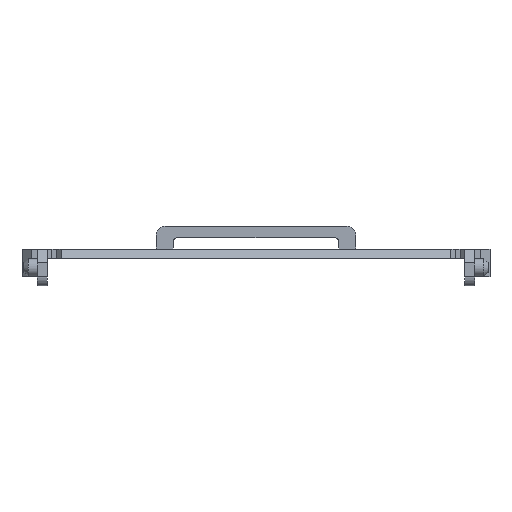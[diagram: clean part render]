
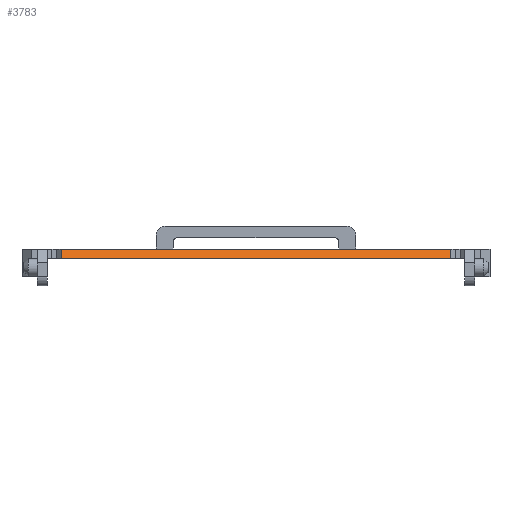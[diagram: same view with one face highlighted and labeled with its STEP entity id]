
A CAD part, front view. The second image highlights one B-rep face of the part: STEP entity #3783.
In plain terms, the highlighted planar face has unit normal (0, -0.707, 0.707).
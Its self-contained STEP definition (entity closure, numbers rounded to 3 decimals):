
#249=FACE_OUTER_BOUND('',#472,.T.);
#472=EDGE_LOOP('',(#2758,#2759,#2760,#2761));
#706=LINE('',#5055,#1158);
#854=LINE('',#6559,#1306);
#855=LINE('',#6561,#1307);
#856=LINE('',#6562,#1308);
#1158=VECTOR('',#4208,10.);
#1306=VECTOR('',#4400,10.);
#1307=VECTOR('',#4401,10.);
#1308=VECTOR('',#4402,10.);
#1605=VERTEX_POINT('',#5052);
#1606=VERTEX_POINT('',#5054);
#1774=VERTEX_POINT('',#6558);
#1775=VERTEX_POINT('',#6560);
#1978=EDGE_CURVE('',#1605,#1606,#706,.T.);
#2163=EDGE_CURVE('',#1605,#1774,#854,.T.);
#2164=EDGE_CURVE('',#1774,#1775,#855,.T.);
#2165=EDGE_CURVE('',#1775,#1606,#856,.T.);
#2758=ORIENTED_EDGE('',*,*,#2163,.T.);
#2759=ORIENTED_EDGE('',*,*,#2164,.T.);
#2760=ORIENTED_EDGE('',*,*,#2165,.T.);
#2761=ORIENTED_EDGE('',*,*,#1978,.F.);
#3635=PLANE('',#3998);
#3783=ADVANCED_FACE('',(#249),#3635,.T.);
#3998=AXIS2_PLACEMENT_3D('',#6557,#4398,#4399);
#4208=DIRECTION('',(-1.,0.,0.));
#4398=DIRECTION('center_axis',(0.,-0.707,0.707));
#4399=DIRECTION('ref_axis',(1.,0.,0.));
#4400=DIRECTION('',(0.,0.707,0.707));
#4401=DIRECTION('',(-1.,0.,0.));
#4402=DIRECTION('',(0.,-0.707,-0.707));
#5052=CARTESIAN_POINT('',(42.319,-63.624,0.));
#5054=CARTESIAN_POINT('',(-42.319,-63.624,0.));
#5055=CARTESIAN_POINT('',(-25.414,-63.624,0.));
#6557=CARTESIAN_POINT('Origin',(-25.414,-62.624,1.));
#6558=CARTESIAN_POINT('',(42.319,-61.624,2.));
#6559=CARTESIAN_POINT('',(42.319,-63.374,0.25));
#6560=CARTESIAN_POINT('',(-42.319,-61.624,2.));
#6561=CARTESIAN_POINT('',(-25.414,-61.624,2.));
#6562=CARTESIAN_POINT('',(-42.319,-62.874,0.75));
